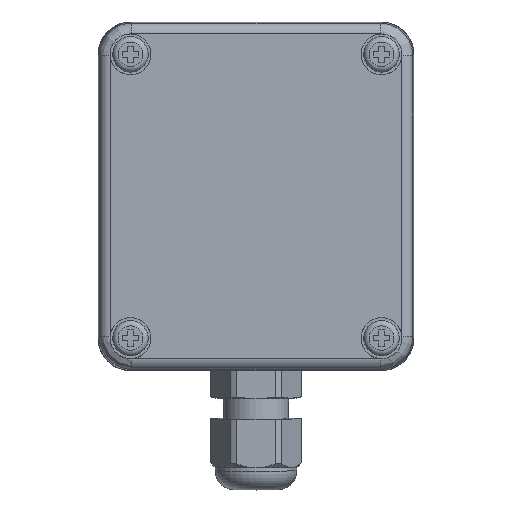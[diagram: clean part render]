
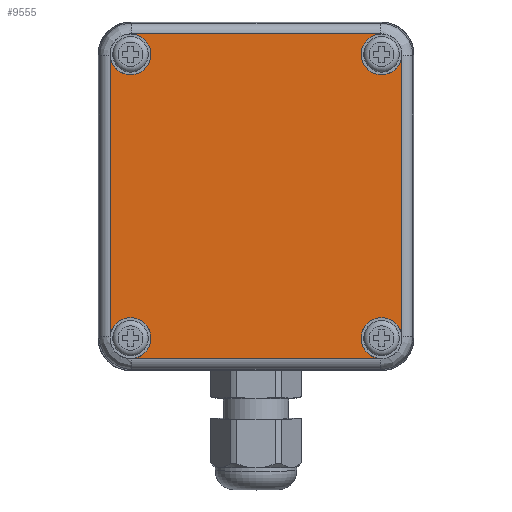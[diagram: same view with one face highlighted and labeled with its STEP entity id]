
A CAD part, top view. The second image highlights one B-rep face of the part: STEP entity #9555.
In plain terms, the highlighted planar face has unit normal (0, 0, 1).
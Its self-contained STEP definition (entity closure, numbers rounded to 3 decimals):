
#337=PLANE('',#10347);
#913=FACE_OUTER_BOUND('',#1488,.T.);
#1488=EDGE_LOOP('',(#6992,#6993,#6994,#6995,#6996,#6997,#6998,#6999,#7000,
#7001));
#2135=LINE('',#14904,#2884);
#2137=LINE('',#14909,#2886);
#2138=LINE('',#15014,#2887);
#2140=LINE('',#15017,#2889);
#2884=VECTOR('',#11812,45.331);
#2886=VECTOR('',#11818,45.331);
#2887=VECTOR('',#11825,51.331);
#2889=VECTOR('',#11829,51.331);
#3495=CIRCLE('',#10071,3.75);
#3500=CIRCLE('',#10081,3.75);
#3502=CIRCLE('',#10083,3.75);
#3506=CIRCLE('',#10091,3.75);
#3508=CIRCLE('',#10093,3.75);
#3512=CIRCLE('',#10100,3.75);
#3998=VERTEX_POINT('',#14016);
#3999=VERTEX_POINT('',#14017);
#4009=VERTEX_POINT('',#14070);
#4010=VERTEX_POINT('',#14072);
#4012=VERTEX_POINT('',#14077);
#4018=VERTEX_POINT('',#14105);
#4019=VERTEX_POINT('',#14107);
#4021=VERTEX_POINT('',#14112);
#4025=VERTEX_POINT('',#14124);
#4026=VERTEX_POINT('',#14125);
#4934=EDGE_CURVE('',#3998,#3999,#3495,.T.);
#4947=EDGE_CURVE('',#4010,#4009,#3500,.T.);
#4950=EDGE_CURVE('',#4012,#4010,#3502,.T.);
#4958=EDGE_CURVE('',#4019,#4018,#3506,.T.);
#4961=EDGE_CURVE('',#4021,#4019,#3508,.T.);
#4967=EDGE_CURVE('',#4025,#4026,#3512,.T.);
#5244=EDGE_CURVE('',#3998,#4026,#2135,.T.);
#5247=EDGE_CURVE('',#4012,#4018,#2137,.T.);
#5250=EDGE_CURVE('',#4025,#4009,#2138,.T.);
#5252=EDGE_CURVE('',#4021,#3999,#2140,.T.);
#6992=ORIENTED_EDGE('',*,*,#4967,.T.);
#6993=ORIENTED_EDGE('',*,*,#5244,.F.);
#6994=ORIENTED_EDGE('',*,*,#4934,.T.);
#6995=ORIENTED_EDGE('',*,*,#5252,.F.);
#6996=ORIENTED_EDGE('',*,*,#4961,.T.);
#6997=ORIENTED_EDGE('',*,*,#4958,.T.);
#6998=ORIENTED_EDGE('',*,*,#5247,.F.);
#6999=ORIENTED_EDGE('',*,*,#4950,.T.);
#7000=ORIENTED_EDGE('',*,*,#4947,.T.);
#7001=ORIENTED_EDGE('',*,*,#5250,.F.);
#9555=ADVANCED_FACE('',(#913),#337,.T.);
#10071=AXIS2_PLACEMENT_3D('',#14018,#11144,#11145);
#10081=AXIS2_PLACEMENT_3D('',#14073,#11166,#11167);
#10083=AXIS2_PLACEMENT_3D('',#14078,#11171,#11172);
#10091=AXIS2_PLACEMENT_3D('',#14108,#11188,#11189);
#10093=AXIS2_PLACEMENT_3D('',#14113,#11193,#11194);
#10100=AXIS2_PLACEMENT_3D('',#14126,#11208,#11209);
#10347=AXIS2_PLACEMENT_3D('',#15131,#11848,#11849);
#11144=DIRECTION('center_axis',(0.,0.,-1.));
#11145=DIRECTION('ref_axis',(1.,0.,0.));
#11166=DIRECTION('center_axis',(0.,0.,-1.));
#11167=DIRECTION('ref_axis',(1.,0.,0.));
#11171=DIRECTION('center_axis',(0.,0.,-1.));
#11172=DIRECTION('ref_axis',(1.,0.,0.));
#11188=DIRECTION('center_axis',(0.,0.,-1.));
#11189=DIRECTION('ref_axis',(1.,0.,0.));
#11193=DIRECTION('center_axis',(0.,0.,-1.));
#11194=DIRECTION('ref_axis',(1.,0.,0.));
#11208=DIRECTION('center_axis',(0.,0.,-1.));
#11209=DIRECTION('ref_axis',(1.,0.,0.));
#11812=DIRECTION('',(0.,-1.,0.));
#11818=DIRECTION('',(0.,1.,0.));
#11825=DIRECTION('',(-1.,0.,0.));
#11829=DIRECTION('',(1.,0.,0.));
#11848=DIRECTION('center_axis',(0.,0.,1.));
#11849=DIRECTION('ref_axis',(1.,0.,0.));
#14016=CARTESIAN_POINT('',(29.735,22.666,10.));
#14017=CARTESIAN_POINT('',(25.666,26.735,10.));
#14018=CARTESIAN_POINT('Origin',(26.,23.,10.));
#14070=CARTESIAN_POINT('',(-25.666,-26.735,10.));
#14072=CARTESIAN_POINT('',(-22.25,-23.,10.));
#14073=CARTESIAN_POINT('Origin',(-26.,-23.,10.));
#14077=CARTESIAN_POINT('',(-29.735,-22.666,10.));
#14078=CARTESIAN_POINT('Origin',(-26.,-23.,10.));
#14105=CARTESIAN_POINT('',(-29.735,22.666,10.));
#14107=CARTESIAN_POINT('',(-22.25,23.,10.));
#14108=CARTESIAN_POINT('Origin',(-26.,23.,10.));
#14112=CARTESIAN_POINT('',(-25.666,26.735,10.));
#14113=CARTESIAN_POINT('Origin',(-26.,23.,10.));
#14124=CARTESIAN_POINT('',(25.666,-26.735,10.));
#14125=CARTESIAN_POINT('',(29.735,-22.666,10.));
#14126=CARTESIAN_POINT('Origin',(26.,-23.,10.));
#14904=CARTESIAN_POINT('',(29.735,22.666,10.));
#14909=CARTESIAN_POINT('',(-29.735,-22.666,10.));
#15014=CARTESIAN_POINT('',(25.666,-26.735,10.));
#15017=CARTESIAN_POINT('',(-25.666,26.735,10.));
#15131=CARTESIAN_POINT('Origin',(0.,0.,10.));
